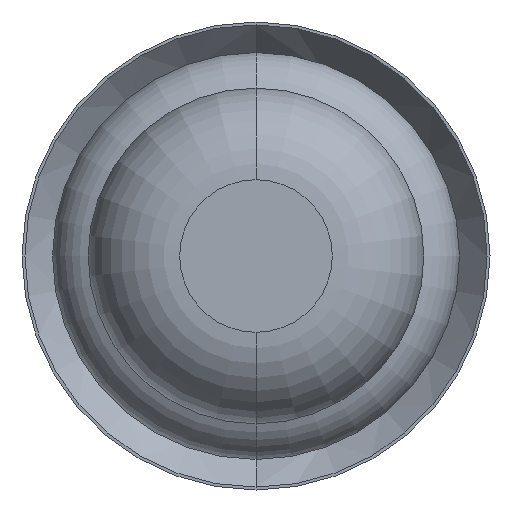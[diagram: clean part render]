
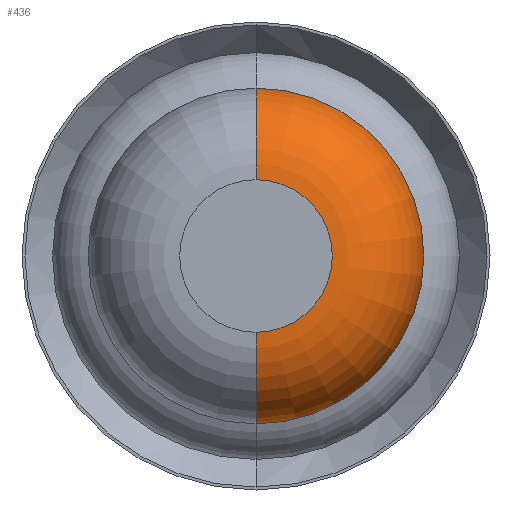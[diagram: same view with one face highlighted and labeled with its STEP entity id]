
A CAD part, front view. The second image highlights one B-rep face of the part: STEP entity #436.
In plain terms, the highlighted toroidal (fillet/blend) face has major radius 0.375 mm and minor radius 0.45 mm.
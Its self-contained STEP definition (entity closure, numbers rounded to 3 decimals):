
#75 = CARTESIAN_POINT ( 'NONE',  ( 0., -23.55, 0. ) ) ;
#436 = ADVANCED_FACE ( 'Defeature ausgef�hrt1_2', ( #5143 ), #2864, .T. ) ;
#566 = DIRECTION ( 'NONE',  ( 0., 1., 0. ) ) ;
#668 = CARTESIAN_POINT ( 'NONE',  ( 0., -23.55, 0.825 ) ) ;
#1060 = EDGE_CURVE ( 'Defeature ausgef�hrt1_3+Defeature ausgef�hrt1_2+Defeature ausgef�hrt1_2+Defeature ausgef�hrt1_2', #5259, #1810, #4454, .T. ) ;
#1478 = CARTESIAN_POINT ( 'NONE',  ( 0., -24., -0.375 ) ) ;
#1810 = VERTEX_POINT ( 'NONE', #3048 ) ;
#1821 = AXIS2_PLACEMENT_3D ( 'NONE', #4716, #5622, #2767 ) ;
#2340 = AXIS2_PLACEMENT_3D ( 'NONE', #5863, #5394, #5374 ) ;
#2350 = CARTESIAN_POINT ( 'NONE',  ( 0., -23.55, 0. ) ) ;
#2415 = VERTEX_POINT ( 'NONE', #4347 ) ;
#2646 = ORIENTED_EDGE ( 'NONE', *, *, #1060, .F. ) ;
#2659 = EDGE_CURVE ( 'NONE', #6105, #1810, #4897, .T. ) ;
#2661 = CIRCLE ( 'NONE', #3137, 0.375 ) ;
#2682 = CIRCLE ( 'NONE', #2340, 0.45 ) ;
#2767 = DIRECTION ( 'NONE',  ( 0., 0., -1. ) ) ;
#2864 = TOROIDAL_SURFACE ( 'NONE', #3283, 0.375, 0.45 ) ;
#2867 = EDGE_CURVE ( 'NONE', #2415, #5259, #2682, .T. ) ;
#3048 = CARTESIAN_POINT ( 'NONE',  ( 0., -23.55, -0.825 ) ) ;
#3137 = AXIS2_PLACEMENT_3D ( 'NONE', #5829, #4380, #4875 ) ;
#3257 = ORIENTED_EDGE ( 'NONE', *, *, #6093, .T. ) ;
#3283 = AXIS2_PLACEMENT_3D ( 'NONE', #75, #566, #3974 ) ;
#3402 = DIRECTION ( 'NONE',  ( 0., 0., 1. ) ) ;
#3974 = DIRECTION ( 'NONE',  ( 0., 0., 1. ) ) ;
#4335 = DIRECTION ( 'NONE',  ( 0., 1., 0. ) ) ;
#4347 = CARTESIAN_POINT ( 'NONE',  ( 0., -24., 0.375 ) ) ;
#4380 = DIRECTION ( 'NONE',  ( 0., 1., 0. ) ) ;
#4454 = CIRCLE ( 'NONE', #4945, 0.825 ) ;
#4716 = CARTESIAN_POINT ( 'NONE',  ( 0., -23.55, -0.375 ) ) ;
#4875 = DIRECTION ( 'NONE',  ( 0., 0., 1. ) ) ;
#4897 = CIRCLE ( 'NONE', #1821, 0.45 ) ;
#4913 = EDGE_LOOP ( 'NONE', ( #3257, #5839, #2646, #5658 ) ) ;
#4945 = AXIS2_PLACEMENT_3D ( 'NONE', #2350, #4335, #3402 ) ;
#5143 = FACE_OUTER_BOUND ( 'NONE', #4913, .T. ) ;
#5259 = VERTEX_POINT ( 'NONE', #668 ) ;
#5374 = DIRECTION ( 'NONE',  ( 0., 0., 1. ) ) ;
#5394 = DIRECTION ( 'NONE',  ( -1., 0., 0. ) ) ;
#5622 = DIRECTION ( 'NONE',  ( 1., 0., 0. ) ) ;
#5658 = ORIENTED_EDGE ( 'NONE', *, *, #2867, .F. ) ;
#5829 = CARTESIAN_POINT ( 'NONE',  ( 0., -24., 0. ) ) ;
#5839 = ORIENTED_EDGE ( 'NONE', *, *, #2659, .T. ) ;
#5863 = CARTESIAN_POINT ( 'NONE',  ( 0., -23.55, 0.375 ) ) ;
#6093 = EDGE_CURVE ( 'Defeature ausgef�hrt1_2+Defeature ausgef�hrt1_1+Defeature ausgef�hrt1_1+Defeature ausgef�hrt1_1', #2415, #6105, #2661, .T. ) ;
#6105 = VERTEX_POINT ( 'NONE', #1478 ) ;
